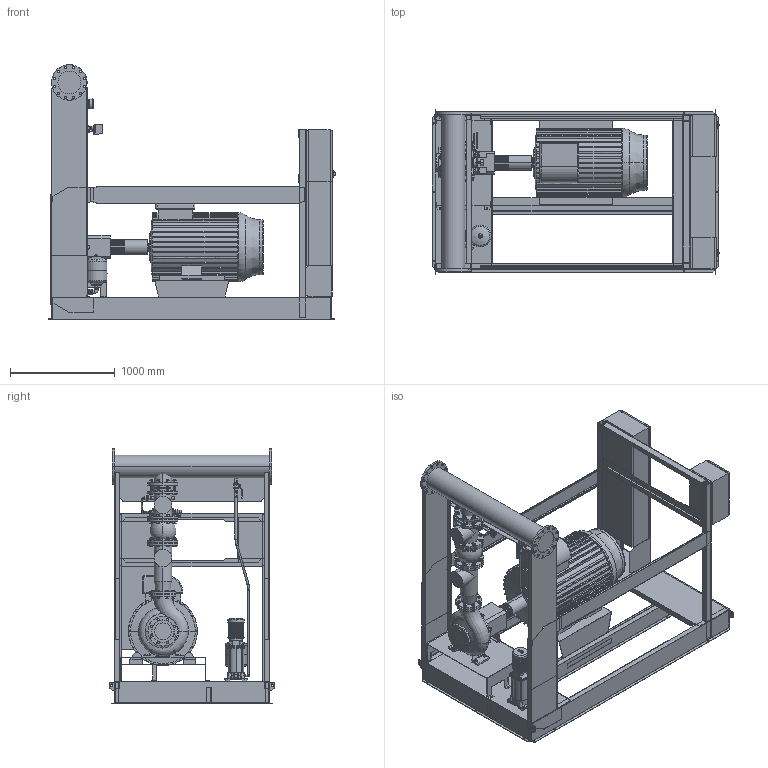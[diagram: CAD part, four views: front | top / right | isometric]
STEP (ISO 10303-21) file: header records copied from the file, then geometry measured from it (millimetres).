
FILE_DESCRIPTION((''),'2;1');
FILE_NAME('3d_Sifire-EN-125_250-267-160_1.1EJ-4183783.stp','2015-05-25T14:47:24',(''),(''),'Mechanical Desktop 2009','Mechanical Desktop 2009',', , ');
FILE_SCHEMA(('CONFIG_CONTROL_DESIGN'));
Length unit declared in the file: millimetre
Products named in the file (1): Product
Bounding box: 2744.5 x 1582 x 2433 mm (x, y, z)
Volume: 743478920.3 mm3; surface area: 40370927.4 mm2
Topology: 187 solids, 187 shells, 4422 faces, 10642 edges, 6730 vertices
Faces by surface type: plane 1642, bspline 1257, cylinder 927, cone 464, torus 102, sphere 30
Entity records: 141212 total; most frequent: CARTESIAN_POINT 44003, ORIENTED_EDGE 21230, DIRECTION 18536, EDGE_CURVE 10615, VERTEX_POINT 6729, AXIS2_PLACEMENT_3D 6450, VECTOR 5636, LINE 5636
